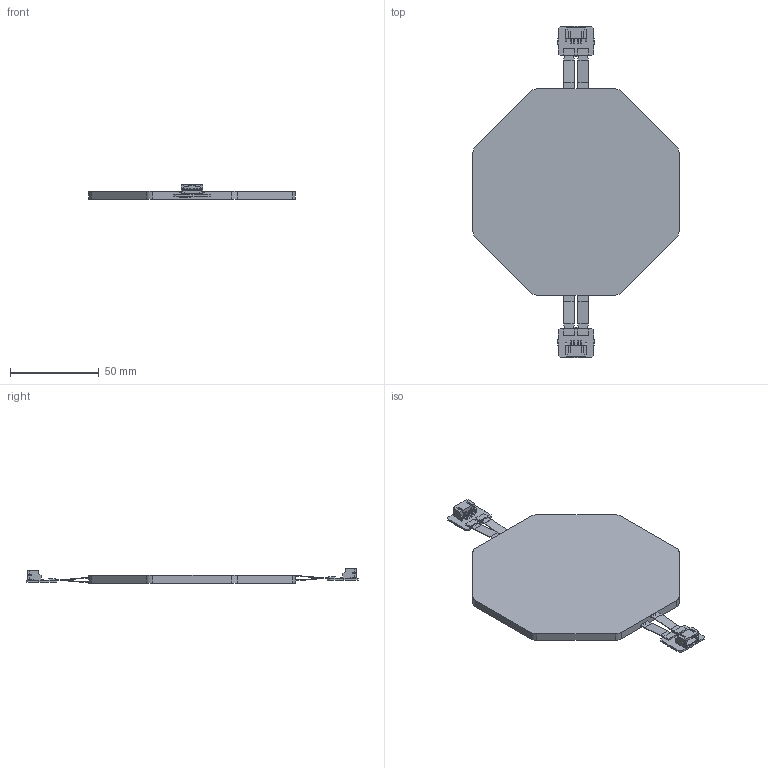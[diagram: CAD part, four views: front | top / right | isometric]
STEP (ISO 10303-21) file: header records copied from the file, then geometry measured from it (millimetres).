
FILE_DESCRIPTION((''),'2;1');
FILE_NAME('LAM041N067A_MODULE_ASSY_ASM','2025-04-21T14:43:23',('231000041'),(''),'CREO PARAMETRIC BY PTC INC, 2022014','CREO PARAMETRIC BY PTC INC, 2022014','');
FILE_SCHEMA(('CONFIG_CONTROL_DESIGN','SHAPE_APPEARANCE_LAYERS_GROUPS'));
Length unit declared in the file: millimetre
Products named in the file (1): LAM041N067A_MODULE_ASSY_ASM
Bounding box: 116.2 x 187.2 x 8.27 mm (x, y, z)
Volume: 51128.2 mm3; surface area: 27410.9 mm2
Topology: 2 solids, 9 shells, 480 faces, 1380 edges, 916 vertices
Faces by surface type: plane 384, cylinder 96
Entity records: 20522 total; most frequent: CARTESIAN_POINT 2782, ORIENTED_EDGE 2760, DIRECTION 2530, EDGE_CURVE 1380, VECTOR 1186, LINE 1186, VERTEX_POINT 916, FILL_AREA_STYLE_COLOUR 788
